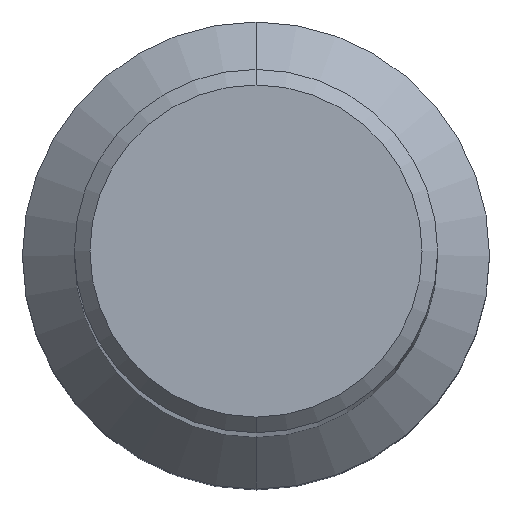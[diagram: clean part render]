
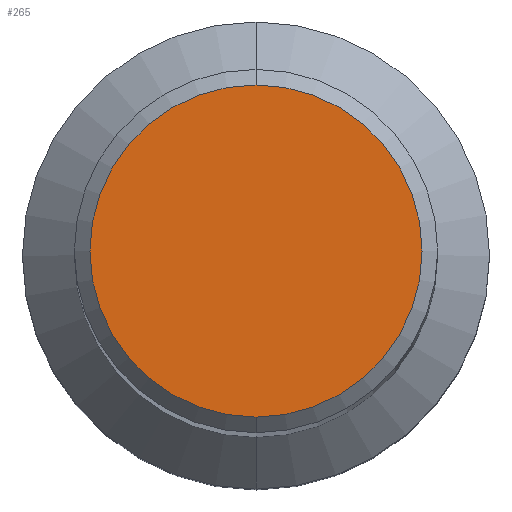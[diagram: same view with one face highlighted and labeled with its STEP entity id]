
A CAD part, top view. The second image highlights one B-rep face of the part: STEP entity #265.
In plain terms, the highlighted planar face has unit normal (0, 0, 1).
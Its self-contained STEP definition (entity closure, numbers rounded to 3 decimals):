
#127=EDGE_CURVE('',#237,#273,#327,.T.);
#237=VERTEX_POINT('',#450);
#255=EDGE_CURVE('',#273,#237,#469,.T.);
#265=ADVANCED_FACE('',(#481),#482,.T.);
#273=VERTEX_POINT('',#492);
#327=CIRCLE('',#542,6.4);
#450=CARTESIAN_POINT('',(0.,-6.4,0.0));
#469=CIRCLE('',#729,6.4);
#481=FACE_OUTER_BOUND('',#744,.T.);
#482=PLANE('',#745);
#492=CARTESIAN_POINT('',(0.0,6.4,0.0));
#542=AXIS2_PLACEMENT_3D('',#808,#809,#810);
#729=AXIS2_PLACEMENT_3D('',#981,#982,#983);
#744=EDGE_LOOP('',(#1005,#1006));
#745=AXIS2_PLACEMENT_3D('',#1007,#1008,#1009);
#808=CARTESIAN_POINT('',(0.0,0.0,0.0));
#809=DIRECTION('',(0.0,0.0,-1.0));
#810=DIRECTION('',(0.0,1.0,0.0));
#981=CARTESIAN_POINT('',(0.0,0.0,0.0));
#982=DIRECTION('',(0.0,0.0,-1.0));
#983=DIRECTION('',(0.0,1.0,0.0));
#1005=ORIENTED_EDGE('',*,*,#255,.F.);
#1006=ORIENTED_EDGE('',*,*,#127,.F.);
#1007=CARTESIAN_POINT('',(0.0,3.2,0.0));
#1008=DIRECTION('',(-0.0,0.0,1.0));
#1009=DIRECTION('',(0.0,-1.0,0.0));
